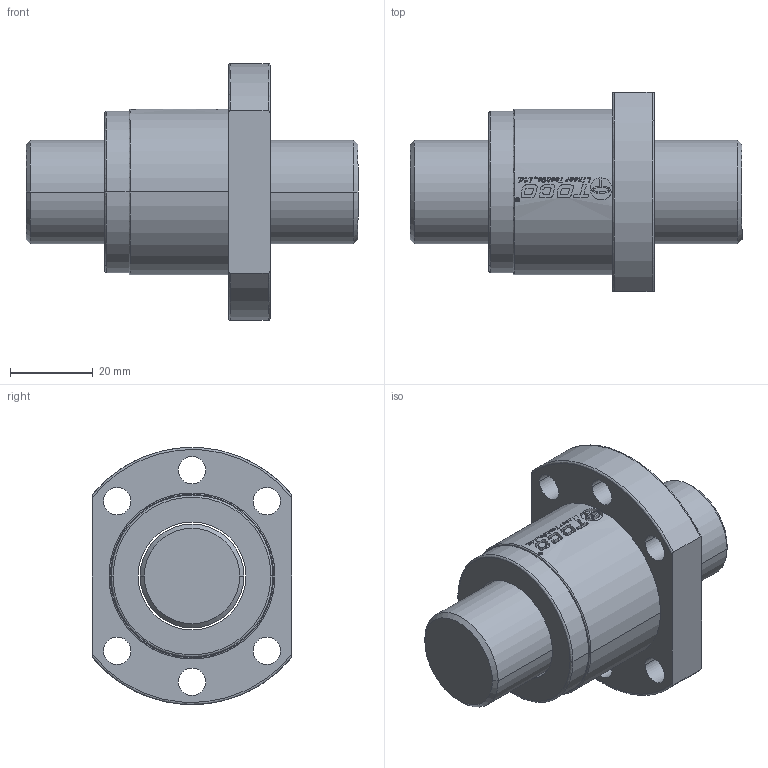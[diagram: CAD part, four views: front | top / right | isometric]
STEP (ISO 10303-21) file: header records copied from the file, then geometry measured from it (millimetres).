
FILE_DESCRIPTION (( 'STEP AP203' ), '1' );
FILE_NAME ('SFS02505.STEP', '2019-04-04T06:46:15', ( '' ), ( '' ), 'SwSTEP 2.0', 'SolidWorks 2015', '' );
FILE_SCHEMA (( 'CONFIG_CONTROL_DESIGN' ));
Length unit declared in the file: millimetre
Products named in the file (1): SFS02505
Bounding box: 80 x 48 x 61.87 mm (x, y, z)
Volume: 79021 mm3; surface area: 25257.9 mm2
Topology: 4 solids, 4 shells, 686 faces, 1913 edges, 1272 vertices
Faces by surface type: plane 607, cylinder 44, bspline 31, cone 4
Entity records: 23678 total; most frequent: CARTESIAN_POINT 7504, ORIENTED_EDGE 3826, DIRECTION 2775, EDGE_CURVE 1913, VECTOR 1279, LINE 1279, VERTEX_POINT 1272, AXIS2_PLACEMENT_3D 748
